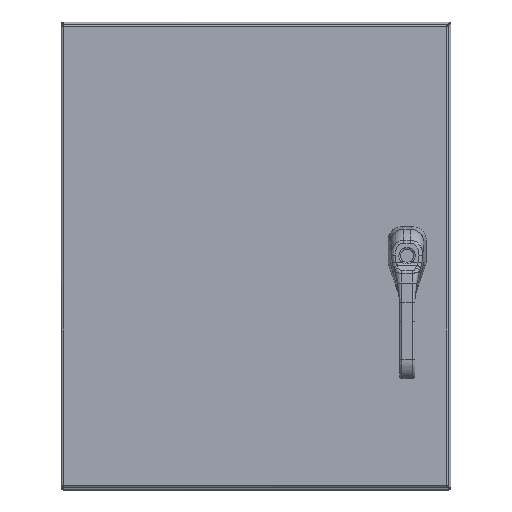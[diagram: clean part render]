
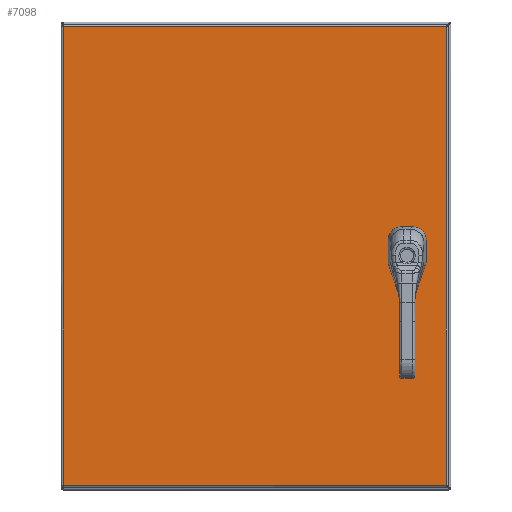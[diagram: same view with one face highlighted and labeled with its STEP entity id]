
A CAD part, top view. The second image highlights one B-rep face of the part: STEP entity #7098.
In plain terms, the highlighted face is planar.
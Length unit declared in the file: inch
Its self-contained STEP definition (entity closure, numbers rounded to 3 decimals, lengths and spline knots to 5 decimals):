
#5421=CARTESIAN_POINT('',(2.33762,12.275,0.0));
#5422=VERTEX_POINT('',#5421);
#5429=CARTESIAN_POINT('',(2.525,12.08762,0.0));
#5430=VERTEX_POINT('',#5429);
#5431=CARTESIAN_POINT('',(2.125,11.875,0.0));
#5432=DIRECTION('',(0.0,0.0,1.0));
#5433=DIRECTION('',(-0.469,-0.883,0.0));
#5434=AXIS2_PLACEMENT_3D('',#5431,#5432,#5433);
#5435=CIRCLE('',#5434,0.453);
#5436=EDGE_CURVE('',#5430,#5422,#5435,.T.);
#5461=CARTESIAN_POINT('',(2.525,11.66238,0.0));
#5462=VERTEX_POINT('',#5461);
#5463=CARTESIAN_POINT('',(2.525,11.66238,0.0));
#5464=DIRECTION('',(0.0,1.0,0.0));
#5465=VECTOR('',#5464,0.42525);
#5466=LINE('',#5463,#5465);
#5467=EDGE_CURVE('',#5462,#5430,#5466,.T.);
#5493=CARTESIAN_POINT('',(2.33762,11.475,0.0));
#5494=VERTEX_POINT('',#5493);
#5495=CARTESIAN_POINT('',(2.125,11.875,0.0));
#5496=DIRECTION('',(0.0,0.0,1.0));
#5497=DIRECTION('',(-0.883,0.469,0.0));
#5498=AXIS2_PLACEMENT_3D('',#5495,#5496,#5497);
#5499=CIRCLE('',#5498,0.453);
#5500=EDGE_CURVE('',#5494,#5462,#5499,.T.);
#5525=CARTESIAN_POINT('',(1.91238,11.475,0.0));
#5526=VERTEX_POINT('',#5525);
#5527=CARTESIAN_POINT('',(1.91238,11.475,0.0));
#5528=DIRECTION('',(1.0,0.0,0.0));
#5529=VECTOR('',#5528,0.42525);
#5530=LINE('',#5527,#5529);
#5531=EDGE_CURVE('',#5526,#5494,#5530,.T.);
#5557=CARTESIAN_POINT('',(1.725,11.66238,0.0));
#5558=VERTEX_POINT('',#5557);
#5559=CARTESIAN_POINT('',(2.125,11.875,0.0));
#5560=DIRECTION('',(0.0,0.0,1.0));
#5561=DIRECTION('',(0.469,0.883,0.0));
#5562=AXIS2_PLACEMENT_3D('',#5559,#5560,#5561);
#5563=CIRCLE('',#5562,0.453);
#5564=EDGE_CURVE('',#5558,#5526,#5563,.T.);
#5589=CARTESIAN_POINT('',(1.725,12.08762,0.0));
#5590=VERTEX_POINT('',#5589);
#5591=CARTESIAN_POINT('',(1.725,12.08762,0.0));
#5592=DIRECTION('',(0.0,-1.0,0.0));
#5593=VECTOR('',#5592,0.42525);
#5594=LINE('',#5591,#5593);
#5595=EDGE_CURVE('',#5590,#5558,#5594,.T.);
#5621=CARTESIAN_POINT('',(1.91238,12.275,0.0));
#5622=VERTEX_POINT('',#5621);
#5623=CARTESIAN_POINT('',(2.125,11.875,0.0));
#5624=DIRECTION('',(0.0,0.0,1.0));
#5625=DIRECTION('',(0.883,-0.469,0.0));
#5626=AXIS2_PLACEMENT_3D('',#5623,#5624,#5625);
#5627=CIRCLE('',#5626,0.453);
#5628=EDGE_CURVE('',#5622,#5590,#5627,.T.);
#5651=CARTESIAN_POINT('',(2.33762,12.275,0.0));
#5652=DIRECTION('',(-1.0,0.0,0.0));
#5653=VECTOR('',#5652,0.42525);
#5654=LINE('',#5651,#5653);
#5655=EDGE_CURVE('',#5422,#5622,#5654,.T.);
#6106=CARTESIAN_POINT('',(19.76975,0.10525,0.));
#6107=VERTEX_POINT('',#6106);
#6118=CARTESIAN_POINT('',(19.76975,23.64475,0.));
#6119=VERTEX_POINT('',#6118);
#6120=CARTESIAN_POINT('',(19.76975,23.64475,0.0));
#6121=DIRECTION('',(0.0,-1.0,0.0));
#6122=VECTOR('',#6121,23.5395);
#6123=LINE('',#6120,#6122);
#6124=EDGE_CURVE('',#6119,#6107,#6123,.T.);
#6276=CARTESIAN_POINT('',(0.10525,0.10525,0.));
#6277=VERTEX_POINT('',#6276);
#6288=CARTESIAN_POINT('',(19.76975,0.10525,0.0));
#6289=DIRECTION('',(-1.0,0.0,0.0));
#6290=VECTOR('',#6289,19.6645);
#6291=LINE('',#6288,#6290);
#6292=EDGE_CURVE('',#6107,#6277,#6291,.T.);
#6553=CARTESIAN_POINT('',(0.10525,23.64475,0.));
#6554=VERTEX_POINT('',#6553);
#6565=CARTESIAN_POINT('',(0.10525,0.10525,0.0));
#6566=DIRECTION('',(0.0,1.0,0.0));
#6567=VECTOR('',#6566,23.5395);
#6568=LINE('',#6565,#6567);
#6569=EDGE_CURVE('',#6277,#6554,#6568,.T.);
#6834=CARTESIAN_POINT('',(0.10525,23.64475,0.0));
#6835=DIRECTION('',(1.0,0.0,0.0));
#6836=VECTOR('',#6835,19.6645);
#6837=LINE('',#6834,#6836);
#6838=EDGE_CURVE('',#6554,#6119,#6837,.T.);
#7077=CARTESIAN_POINT('',(9.9375,11.875,0.0));
#7078=DIRECTION('',(0.0,0.0,1.0));
#7079=DIRECTION('',(1.0,0.0,0.0));
#7080=AXIS2_PLACEMENT_3D('',#7077,#7078,#7079);
#7081=PLANE('',#7080);
#7082=ORIENTED_EDGE('',*,*,#6124,.T.);
#7083=ORIENTED_EDGE('',*,*,#6292,.T.);
#7084=ORIENTED_EDGE('',*,*,#6569,.T.);
#7085=ORIENTED_EDGE('',*,*,#6838,.T.);
#7086=EDGE_LOOP('',(#7082,#7083,#7084,#7085));
#7087=FACE_OUTER_BOUND('',#7086,.T.);
#7088=ORIENTED_EDGE('',*,*,#5436,.T.);
#7089=ORIENTED_EDGE('',*,*,#5655,.T.);
#7090=ORIENTED_EDGE('',*,*,#5628,.T.);
#7091=ORIENTED_EDGE('',*,*,#5595,.T.);
#7092=ORIENTED_EDGE('',*,*,#5564,.T.);
#7093=ORIENTED_EDGE('',*,*,#5531,.T.);
#7094=ORIENTED_EDGE('',*,*,#5500,.T.);
#7095=ORIENTED_EDGE('',*,*,#5467,.T.);
#7096=EDGE_LOOP('',(#7088,#7089,#7090,#7091,#7092,#7093,#7094,#7095));
#7097=FACE_BOUND('',#7096,.T.);
#7098=ADVANCED_FACE('',(#7087,#7097),#7081,.F.);
